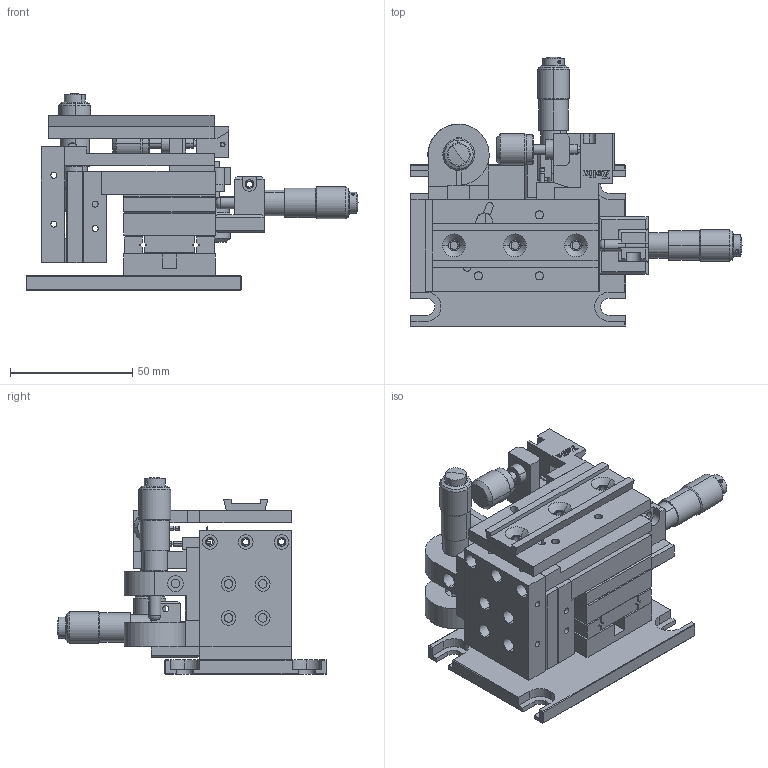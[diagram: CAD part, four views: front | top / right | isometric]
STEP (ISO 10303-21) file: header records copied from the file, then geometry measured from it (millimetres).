
FILE_DESCRIPTION (( 'STEP AP203' ), '1' );
FILE_NAME ('APFP-XYZTL.step', '2019-05-08T07:01:31', ( '' ), ( '' ), 'SwSTEP 2.0', 'SolidWorks 2017', '' );
FILE_SCHEMA (( 'CONFIG_CONTROL_DESIGN' ));
Length unit declared in the file: millimetre
Products named in the file (1): APFP-XYZTL
Bounding box: 136.05 x 110.5 x 80.7 mm (x, y, z)
Surface area: 81468.9 mm2 (no closed solid volume)
Topology: 0 solids, 56 shells, 652 faces, 2375 edges, 1743 vertices
Faces by surface type: plane 358, cylinder 222, cone 58, sphere 8, torus 6
Entity records: 25820 total; most frequent: CARTESIAN_POINT 4979, DIRECTION 4457, ORIENTED_EDGE 3753, EDGE_CURVE 2375, VERTEX_POINT 1743, VECTOR 1535, LINE 1535, AXIS2_PLACEMENT_3D 1461
